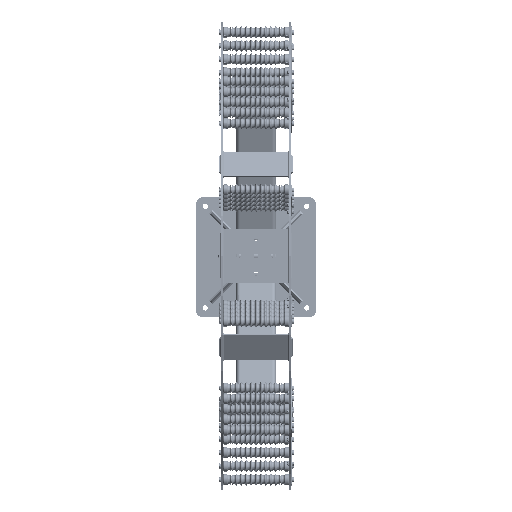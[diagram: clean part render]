
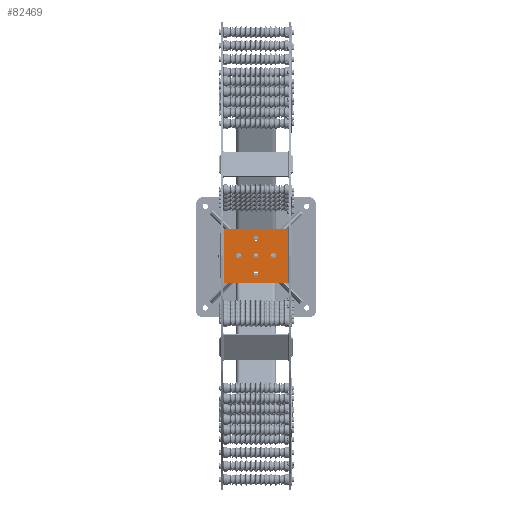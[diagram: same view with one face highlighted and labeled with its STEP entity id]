
A CAD part, top view. The second image highlights one B-rep face of the part: STEP entity #82469.
In plain terms, the highlighted planar face has unit normal (0, 0, 1).
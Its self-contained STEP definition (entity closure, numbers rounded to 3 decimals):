
#5977=FACE_BOUND('',#23295,.T.);
#5978=FACE_BOUND('',#23296,.T.);
#5979=FACE_BOUND('',#23297,.T.);
#5980=FACE_BOUND('',#23298,.T.);
#5981=FACE_BOUND('',#23299,.T.);
#9426=PLANE('',#92887);
#14135=FACE_OUTER_BOUND('',#23294,.T.);
#23294=EDGE_LOOP('',(#66641,#66642,#66643,#66644));
#23295=EDGE_LOOP('',(#66645));
#23296=EDGE_LOOP('',(#66646));
#23297=EDGE_LOOP('',(#66647));
#23298=EDGE_LOOP('',(#66648));
#23299=EDGE_LOOP('',(#66649));
#28179=LINE('',#142843,#30643);
#28191=LINE('',#142867,#30655);
#28891=LINE('',#147532,#31355);
#28910=LINE('',#147591,#31374);
#30643=VECTOR('',#112111,10.);
#30655=VECTOR('',#112131,10.);
#31355=VECTOR('',#114635,10.);
#31374=VECTOR('',#114706,10.);
#35473=CIRCLE('',#92869,12.5);
#35475=CIRCLE('',#92872,12.5);
#35477=CIRCLE('',#92875,12.5);
#35479=CIRCLE('',#92878,12.5);
#35481=CIRCLE('',#92881,12.5);
#41735=VERTEX_POINT('',#142834);
#41738=VERTEX_POINT('',#142842);
#41743=VERTEX_POINT('',#142858);
#41746=VERTEX_POINT('',#142866);
#42462=VERTEX_POINT('',#147562);
#42463=VERTEX_POINT('',#147566);
#42464=VERTEX_POINT('',#147570);
#42466=VERTEX_POINT('',#147575);
#42467=VERTEX_POINT('',#147579);
#49926=EDGE_CURVE('',#41735,#41738,#28179,.T.);
#49938=EDGE_CURVE('',#41743,#41746,#28191,.T.);
#51069=EDGE_CURVE('',#41735,#41746,#28891,.T.);
#51085=EDGE_CURVE('',#42462,#42462,#35473,.T.);
#51087=EDGE_CURVE('',#42463,#42463,#35475,.T.);
#51089=EDGE_CURVE('',#42464,#42464,#35477,.T.);
#51091=EDGE_CURVE('',#42466,#42466,#35479,.T.);
#51093=EDGE_CURVE('',#42467,#42467,#35481,.T.);
#51098=EDGE_CURVE('',#41738,#41743,#28910,.T.);
#66641=ORIENTED_EDGE('',*,*,#49938,.F.);
#66642=ORIENTED_EDGE('',*,*,#51098,.F.);
#66643=ORIENTED_EDGE('',*,*,#49926,.F.);
#66644=ORIENTED_EDGE('',*,*,#51069,.T.);
#66645=ORIENTED_EDGE('',*,*,#51093,.T.);
#66646=ORIENTED_EDGE('',*,*,#51091,.T.);
#66647=ORIENTED_EDGE('',*,*,#51089,.T.);
#66648=ORIENTED_EDGE('',*,*,#51087,.T.);
#66649=ORIENTED_EDGE('',*,*,#51085,.T.);
#82469=ADVANCED_FACE('',(#14135,#5977,#5978,#5979,#5980,#5981),#9426,.T.);
#92869=AXIS2_PLACEMENT_3D('',#147563,#114664,#114665);
#92872=AXIS2_PLACEMENT_3D('',#147567,#114670,#114671);
#92875=AXIS2_PLACEMENT_3D('',#147571,#114676,#114677);
#92878=AXIS2_PLACEMENT_3D('',#147576,#114682,#114683);
#92881=AXIS2_PLACEMENT_3D('',#147580,#114688,#114689);
#92887=AXIS2_PLACEMENT_3D('',#147590,#114704,#114705);
#112111=DIRECTION('',(0.,1.,0.));
#112131=DIRECTION('',(0.,-1.,0.));
#114635=DIRECTION('',(1.,0.,0.));
#114664=DIRECTION('center_axis',(0.,0.,
-1.));
#114665=DIRECTION('ref_axis',(0.,-1.,0.));
#114670=DIRECTION('center_axis',(0.,0.,
-1.));
#114671=DIRECTION('ref_axis',(0.,-1.,0.));
#114676=DIRECTION('center_axis',(0.,0.,
-1.));
#114677=DIRECTION('ref_axis',(0.,-1.,0.));
#114682=DIRECTION('center_axis',(0.,0.,
-1.));
#114683=DIRECTION('ref_axis',(0.,-1.,0.));
#114688=DIRECTION('center_axis',(0.,0.,
-1.));
#114689=DIRECTION('ref_axis',(0.,-1.,0.));
#114704=DIRECTION('center_axis',(0.,0.,
1.));
#114705=DIRECTION('ref_axis',(1.,0.,0.));
#114706=DIRECTION('',(1.,0.,0.));
#142834=CARTESIAN_POINT('',(-161.5,-135.,2906.5));
#142842=CARTESIAN_POINT('',(-161.5,135.,2906.5));
#142843=CARTESIAN_POINT('',(-161.5,67.25,2906.5));
#142858=CARTESIAN_POINT('',(161.5,135.,2906.5));
#142866=CARTESIAN_POINT('',(161.5,-135.,2906.5));
#142867=CARTESIAN_POINT('',(161.5,67.25,2906.5));
#147532=CARTESIAN_POINT('',(0.,-135.,2906.5));
#147562=CARTESIAN_POINT('',(0.,-75.5,2906.5));
#147563=CARTESIAN_POINT('Origin',(0.,-88.,
2906.5));
#147566=CARTESIAN_POINT('',(-88.,12.5,2906.5));
#147567=CARTESIAN_POINT('Origin',(-88.,0.,
2906.5));
#147570=CARTESIAN_POINT('',(88.,12.5,2906.5));
#147571=CARTESIAN_POINT('Origin',(88.,0.,
2906.5));
#147575=CARTESIAN_POINT('',(0.,12.5,2906.5));
#147576=CARTESIAN_POINT('Origin',(0.,0.,
2906.5));
#147579=CARTESIAN_POINT('',(0.,100.5,2906.5));
#147580=CARTESIAN_POINT('Origin',(0.,88.,
2906.5));
#147590=CARTESIAN_POINT('Origin',(0.,135.,2906.5));
#147591=CARTESIAN_POINT('',(0.,135.,2906.5));
